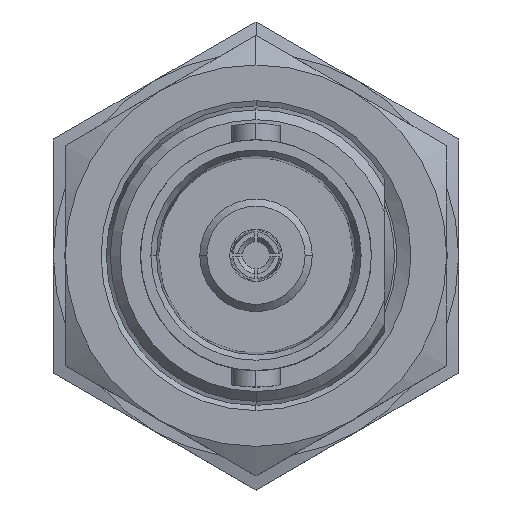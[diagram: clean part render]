
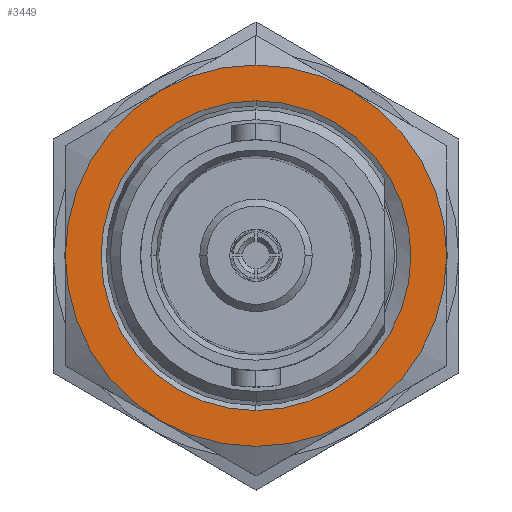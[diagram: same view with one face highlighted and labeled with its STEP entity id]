
A CAD part, top view. The second image highlights one B-rep face of the part: STEP entity #3449.
In plain terms, the highlighted planar face has unit normal (0, 0, 1).
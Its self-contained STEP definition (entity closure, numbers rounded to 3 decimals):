
#793 = CIRCLE ( 'NONE', #3889, 6.5 ) ;
#852 = CIRCLE ( 'NONE', #6865, 8. ) ;
#1357 = DIRECTION ( 'NONE',  ( 0., -1., 0. ) ) ;
#1363 = DIRECTION ( 'NONE',  ( 0., 0., 1. ) ) ;
#1368 = CARTESIAN_POINT ( 'NONE',  ( 0., 0., -13. ) ) ;
#1377 = DIRECTION ( 'NONE',  ( 0., -1., 0. ) ) ;
#1394 = DIRECTION ( 'NONE',  ( 0., 0., 1. ) ) ;
#1399 = CARTESIAN_POINT ( 'NONE',  ( 0., 0., -13. ) ) ;
#2285 = EDGE_CURVE ( 'NONE', #8178, #8165, #3237, .T. ) ;
#2290 = EDGE_CURVE ( 'NONE', #8179, #7970, #3239, .T. ) ;
#3144 = FACE_BOUND ( 'NONE', #9470, .T. ) ;
#3149 = FACE_OUTER_BOUND ( 'NONE', #9116, .T. ) ;
#3152 = AXIS2_PLACEMENT_3D ( 'NONE', #6092, #6093, #6094 ) ;
#3237 = CIRCLE ( 'NONE', #6939, 8. ) ;
#3239 = CIRCLE ( 'NONE', #6940, 6.5 ) ;
#3449 = ADVANCED_FACE ( 'NONE', ( #3144, #3149 ), #6091, .F. ) ;
#3490 = EDGE_CURVE ( 'NONE', #8165, #4352, #9985, .T. ) ;
#3491 = EDGE_CURVE ( 'NONE', #4078, #8178, #9986, .T. ) ;
#3493 = EDGE_CURVE ( 'NONE', #4377, #4078, #9987, .T. ) ;
#3496 = EDGE_CURVE ( 'NONE', #4354, #4377, #9988, .T. ) ;
#3499 = EDGE_CURVE ( 'NONE', #4179, #4354, #9989, .T. ) ;
#3786 = EDGE_CURVE ( 'NONE', #7970, #8179, #793, .T. ) ;
#3889 = AXIS2_PLACEMENT_3D ( 'NONE', #7314, #7315, #7316 ) ;
#4078 = VERTEX_POINT ( 'NONE', #10174 ) ;
#4179 = VERTEX_POINT ( 'NONE', #10237 ) ;
#4352 = VERTEX_POINT ( 'NONE', #10314 ) ;
#4354 = VERTEX_POINT ( 'NONE', #10316 ) ;
#4377 = VERTEX_POINT ( 'NONE', #10339 ) ;
#4666 = EDGE_CURVE ( 'NONE', #4352, #4179, #852, .T. ) ;
#6091 = PLANE ( 'NONE',  #3152 ) ;
#6092 = CARTESIAN_POINT ( 'NONE',  ( 0., 8., -13. ) ) ;
#6093 = DIRECTION ( 'NONE',  ( 0., 0., -1. ) ) ;
#6094 = DIRECTION ( 'NONE',  ( 0., 1., 0. ) ) ;
#6317 = CARTESIAN_POINT ( 'NONE',  ( 0., 0., -13. ) ) ;
#6318 = DIRECTION ( 'NONE',  ( 0., 0., 1. ) ) ;
#6319 = DIRECTION ( 'NONE',  ( 0., -1., 0. ) ) ;
#6320 = CARTESIAN_POINT ( 'NONE',  ( 0., 0., -13. ) ) ;
#6321 = DIRECTION ( 'NONE',  ( 0., 0., 1. ) ) ;
#6322 = DIRECTION ( 'NONE',  ( 0., -1., 0. ) ) ;
#6331 = CARTESIAN_POINT ( 'NONE',  ( 0., 0., -13. ) ) ;
#6332 = DIRECTION ( 'NONE',  ( 0., 0., 1. ) ) ;
#6333 = DIRECTION ( 'NONE',  ( 0., -1., 0. ) ) ;
#6346 = CARTESIAN_POINT ( 'NONE',  ( 0., 0., -13. ) ) ;
#6347 = DIRECTION ( 'NONE',  ( 0., 0., 1. ) ) ;
#6348 = DIRECTION ( 'NONE',  ( 0., -1., 0. ) ) ;
#6363 = CARTESIAN_POINT ( 'NONE',  ( 0., 0., -13. ) ) ;
#6364 = DIRECTION ( 'NONE',  ( 0., 0., 1. ) ) ;
#6365 = DIRECTION ( 'NONE',  ( 0., -1., 0. ) ) ;
#6865 = AXIS2_PLACEMENT_3D ( 'NONE', #10380, #10381, #10382 ) ;
#6939 = AXIS2_PLACEMENT_3D ( 'NONE', #1368, #1363, #1357 ) ;
#6940 = AXIS2_PLACEMENT_3D ( 'NONE', #1399, #1394, #1377 ) ;
#7314 = CARTESIAN_POINT ( 'NONE',  ( 0., 0., -13. ) ) ;
#7315 = DIRECTION ( 'NONE',  ( 0., 0., 1. ) ) ;
#7316 = DIRECTION ( 'NONE',  ( 0., -1., 0. ) ) ;
#7970 = VERTEX_POINT ( 'NONE', #11870 ) ;
#8165 = VERTEX_POINT ( 'NONE', #11958 ) ;
#8178 = VERTEX_POINT ( 'NONE', #11967 ) ;
#8179 = VERTEX_POINT ( 'NONE', #11968 ) ;
#9116 = EDGE_LOOP ( 'NONE', ( #9618, #9625, #9624, #9613, #9628, #9630, #9627 ) ) ;
#9470 = EDGE_LOOP ( 'NONE', ( #9651, #9591 ) ) ;
#9591 = ORIENTED_EDGE ( 'NONE', *, *, #2290, .F. ) ;
#9613 = ORIENTED_EDGE ( 'NONE', *, *, #2285, .T. ) ;
#9618 = ORIENTED_EDGE ( 'NONE', *, *, #3496, .T. ) ;
#9624 = ORIENTED_EDGE ( 'NONE', *, *, #3491, .T. ) ;
#9625 = ORIENTED_EDGE ( 'NONE', *, *, #3493, .T. ) ;
#9627 = ORIENTED_EDGE ( 'NONE', *, *, #3499, .T. ) ;
#9628 = ORIENTED_EDGE ( 'NONE', *, *, #3490, .T. ) ;
#9630 = ORIENTED_EDGE ( 'NONE', *, *, #4666, .T. ) ;
#9651 = ORIENTED_EDGE ( 'NONE', *, *, #3786, .F. ) ;
#9985 = CIRCLE ( 'NONE', #10707, 8. ) ;
#9986 = CIRCLE ( 'NONE', #10715, 8. ) ;
#9987 = CIRCLE ( 'NONE', #10720, 8. ) ;
#9988 = CIRCLE ( 'NONE', #10711, 8. ) ;
#9989 = CIRCLE ( 'NONE', #10718, 8. ) ;
#10174 = CARTESIAN_POINT ( 'NONE',  ( 4., 6.928, -13. ) ) ;
#10237 = CARTESIAN_POINT ( 'NONE',  ( -4., -6.928, -13. ) ) ;
#10314 = CARTESIAN_POINT ( 'NONE',  ( -8., 0., -13. ) ) ;
#10316 = CARTESIAN_POINT ( 'NONE',  ( 4., -6.928, -13. ) ) ;
#10339 = CARTESIAN_POINT ( 'NONE',  ( 8., 0., -13. ) ) ;
#10380 = CARTESIAN_POINT ( 'NONE',  ( 0., 0., -13. ) ) ;
#10381 = DIRECTION ( 'NONE',  ( 0., 0., 1. ) ) ;
#10382 = DIRECTION ( 'NONE',  ( 0., -1., 0. ) ) ;
#10707 = AXIS2_PLACEMENT_3D ( 'NONE', #6317, #6318, #6319 ) ;
#10711 = AXIS2_PLACEMENT_3D ( 'NONE', #6346, #6347, #6348 ) ;
#10715 = AXIS2_PLACEMENT_3D ( 'NONE', #6320, #6321, #6322 ) ;
#10718 = AXIS2_PLACEMENT_3D ( 'NONE', #6363, #6364, #6365 ) ;
#10720 = AXIS2_PLACEMENT_3D ( 'NONE', #6331, #6332, #6333 ) ;
#11870 = CARTESIAN_POINT ( 'NONE',  ( 0., -6.5, -13. ) ) ;
#11958 = CARTESIAN_POINT ( 'NONE',  ( -4., 6.928, -13. ) ) ;
#11967 = CARTESIAN_POINT ( 'NONE',  ( 0., 8., -13. ) ) ;
#11968 = CARTESIAN_POINT ( 'NONE',  ( 0., 6.5, -13. ) ) ;
